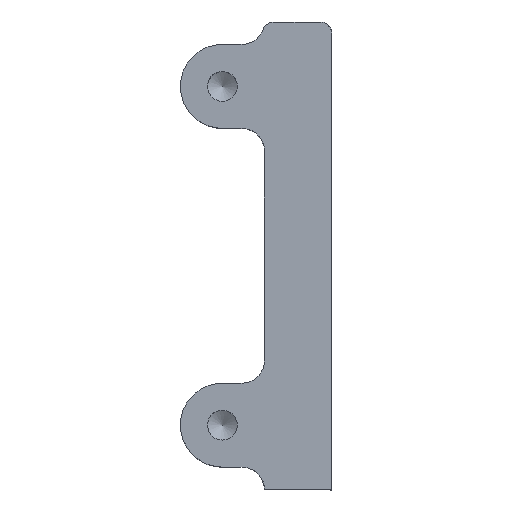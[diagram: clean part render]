
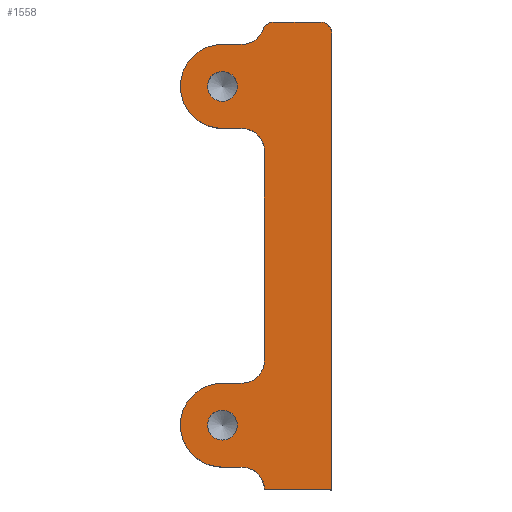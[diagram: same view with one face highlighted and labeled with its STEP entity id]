
A CAD part, top view. The second image highlights one B-rep face of the part: STEP entity #1558.
In plain terms, the highlighted planar face has unit normal (0, 0, 1).
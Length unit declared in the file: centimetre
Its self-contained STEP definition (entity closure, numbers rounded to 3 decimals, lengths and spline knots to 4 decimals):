
#25=FACE_BOUND('',#261,.T.);
#26=FACE_BOUND('',#262,.T.);
#81=PLANE('',#1722);
#159=FACE_OUTER_BOUND('',#260,.T.);
#260=EDGE_LOOP('',(#1300,#1301,#1302,#1303,#1304,#1305,#1306,#1307,#1308,
#1309,#1310,#1311,#1312,#1313,#1314,#1315));
#261=EDGE_LOOP('',(#1316));
#262=EDGE_LOOP('',(#1317));
#300=CIRCLE('',#1605,0.1);
#306=CIRCLE('',#1618,0.1);
#344=CIRCLE('',#1710,0.2);
#346=CIRCLE('',#1723,0.2);
#347=CIRCLE('',#1724,0.375);
#348=CIRCLE('',#1725,0.2);
#349=CIRCLE('',#1726,0.2);
#350=CIRCLE('',#1727,0.375);
#351=CIRCLE('',#1728,0.1334);
#352=CIRCLE('',#1729,0.1334);
#384=LINE('',#2401,#494);
#399=LINE('',#2431,#509);
#461=LINE('',#2807,#571);
#464=LINE('',#2814,#574);
#467=LINE('',#2828,#577);
#468=LINE('',#2832,#578);
#469=LINE('',#2837,#579);
#470=LINE('',#2840,#580);
#494=VECTOR('',#1812,1.);
#509=VECTOR('',#1829,1.);
#571=VECTOR('',#2111,1.);
#574=VECTOR('',#2118,1.);
#577=VECTOR('',#2139,1.);
#578=VECTOR('',#2142,1.);
#579=VECTOR('',#2147,1.);
#580=VECTOR('',#2150,1.);
#638=VERTEX_POINT('',#2398);
#639=VERTEX_POINT('',#2400);
#652=VERTEX_POINT('',#2428);
#653=VERTEX_POINT('',#2430);
#666=VERTEX_POINT('',#2485);
#718=VERTEX_POINT('',#2799);
#719=VERTEX_POINT('',#2801);
#721=VERTEX_POINT('',#2811);
#722=VERTEX_POINT('',#2813);
#723=VERTEX_POINT('',#2825);
#724=VERTEX_POINT('',#2827);
#725=VERTEX_POINT('',#2829);
#726=VERTEX_POINT('',#2831);
#727=VERTEX_POINT('',#2834);
#728=VERTEX_POINT('',#2836);
#729=VERTEX_POINT('',#2838);
#730=VERTEX_POINT('',#2841);
#731=VERTEX_POINT('',#2843);
#776=EDGE_CURVE('',#639,#638,#384,.T.);
#791=EDGE_CURVE('',#653,#652,#399,.T.);
#796=EDGE_CURVE('',#653,#638,#300,.T.);
#812=EDGE_CURVE('',#666,#652,#306,.T.);
#917=EDGE_CURVE('',#718,#719,#344,.T.);
#920=EDGE_CURVE('',#718,#639,#461,.T.);
#923=EDGE_CURVE('',#722,#721,#464,.T.);
#926=EDGE_CURVE('',#723,#666,#346,.T.);
#927=EDGE_CURVE('',#724,#723,#467,.T.);
#928=EDGE_CURVE('',#725,#724,#347,.T.);
#929=EDGE_CURVE('',#725,#726,#468,.T.);
#930=EDGE_CURVE('',#722,#726,#348,.T.);
#931=EDGE_CURVE('',#727,#721,#349,.T.);
#932=EDGE_CURVE('',#728,#727,#469,.T.);
#933=EDGE_CURVE('',#729,#728,#350,.T.);
#934=EDGE_CURVE('',#729,#719,#470,.T.);
#935=EDGE_CURVE('',#730,#730,#351,.T.);
#936=EDGE_CURVE('',#731,#731,#352,.T.);
#1300=ORIENTED_EDGE('',*,*,#812,.F.);
#1301=ORIENTED_EDGE('',*,*,#926,.F.);
#1302=ORIENTED_EDGE('',*,*,#927,.F.);
#1303=ORIENTED_EDGE('',*,*,#928,.F.);
#1304=ORIENTED_EDGE('',*,*,#929,.T.);
#1305=ORIENTED_EDGE('',*,*,#930,.F.);
#1306=ORIENTED_EDGE('',*,*,#923,.T.);
#1307=ORIENTED_EDGE('',*,*,#931,.F.);
#1308=ORIENTED_EDGE('',*,*,#932,.F.);
#1309=ORIENTED_EDGE('',*,*,#933,.F.);
#1310=ORIENTED_EDGE('',*,*,#934,.T.);
#1311=ORIENTED_EDGE('',*,*,#917,.F.);
#1312=ORIENTED_EDGE('',*,*,#920,.T.);
#1313=ORIENTED_EDGE('',*,*,#776,.T.);
#1314=ORIENTED_EDGE('',*,*,#796,.F.);
#1315=ORIENTED_EDGE('',*,*,#791,.T.);
#1316=ORIENTED_EDGE('',*,*,#935,.T.);
#1317=ORIENTED_EDGE('',*,*,#936,.T.);
#1558=ADVANCED_FACE('',(#159,#25,#26),#81,.F.);
#1605=AXIS2_PLACEMENT_3D('',#2440,#1838,#1839);
#1618=AXIS2_PLACEMENT_3D('',#2487,#1871,#1872);
#1710=AXIS2_PLACEMENT_3D('',#2802,#2104,#2105);
#1722=AXIS2_PLACEMENT_3D('',#2824,#2135,#2136);
#1723=AXIS2_PLACEMENT_3D('',#2826,#2137,#2138);
#1724=AXIS2_PLACEMENT_3D('',#2830,#2140,#2141);
#1725=AXIS2_PLACEMENT_3D('',#2833,#2143,#2144);
#1726=AXIS2_PLACEMENT_3D('',#2835,#2145,#2146);
#1727=AXIS2_PLACEMENT_3D('',#2839,#2148,#2149);
#1728=AXIS2_PLACEMENT_3D('',#2842,#2151,#2152);
#1729=AXIS2_PLACEMENT_3D('',#2844,#2153,#2154);
#1812=DIRECTION('',(0.,1.,0.));
#1829=DIRECTION('',(-1.,0.,0.));
#1838=DIRECTION('center_axis',(0.,0.,
-1.));
#1839=DIRECTION('ref_axis',(0.707,0.707,0.));
#1871=DIRECTION('center_axis',(0.,0.,
-1.));
#1872=DIRECTION('ref_axis',(-0.577,0.816,0.));
#2104=DIRECTION('center_axis',(0.,0.,
1.));
#2105=DIRECTION('ref_axis',(0.707,0.707,0.));
#2111=DIRECTION('',(1.,0.,0.));
#2118=DIRECTION('',(0.,-1.,0.));
#2135=DIRECTION('center_axis',(0.,0.,
-1.));
#2136=DIRECTION('ref_axis',(1.,0.,0.));
#2137=DIRECTION('center_axis',(0.,0.,
1.));
#2138=DIRECTION('ref_axis',(0.707,-0.707,0.));
#2139=DIRECTION('',(1.,0.,0.));
#2140=DIRECTION('center_axis',(0.,0.,
-1.));
#2141=DIRECTION('ref_axis',(-0.707,0.707,0.));
#2142=DIRECTION('',(1.,0.,0.));
#2143=DIRECTION('center_axis',(0.,0.,
1.));
#2144=DIRECTION('ref_axis',(0.707,0.707,0.));
#2145=DIRECTION('center_axis',(0.,0.,
1.));
#2146=DIRECTION('ref_axis',(0.707,-0.707,0.));
#2147=DIRECTION('',(1.,0.,0.));
#2148=DIRECTION('center_axis',(0.,0.,
-1.));
#2149=DIRECTION('ref_axis',(-0.707,0.707,0.));
#2150=DIRECTION('',(1.,0.,0.));
#2151=DIRECTION('center_axis',(0.,0.,
-1.));
#2152=DIRECTION('ref_axis',(1.,0.,0.));
#2153=DIRECTION('center_axis',(0.,0.,
-1.));
#2154=DIRECTION('ref_axis',(1.,0.,0.));
#2398=CARTESIAN_POINT('',(-7.9964,8.2785,11.7315));
#2400=CARTESIAN_POINT('',(-7.9964,4.2035,11.7315));
#2401=CARTESIAN_POINT('',(-7.9964,6.291,11.7315));
#2428=CARTESIAN_POINT('',(-8.5135,8.3785,11.7315));
#2430=CARTESIAN_POINT('',(-8.0964,8.3785,11.7315));
#2431=CARTESIAN_POINT('',(-8.2964,8.3785,11.7315));
#2440=CARTESIAN_POINT('Origin',(-8.0964,8.2785,11.7315));
#2485=CARTESIAN_POINT('',(-8.6078,8.3118,11.7315));
#2487=CARTESIAN_POINT('Origin',(-8.5135,8.2785,11.7315));
#2799=CARTESIAN_POINT('',(-8.5964,4.2035,11.7315));
#2801=CARTESIAN_POINT('',(-8.7964,4.4035,11.7315));
#2802=CARTESIAN_POINT('Origin',(-8.7964,4.2035,11.7315));
#2807=CARTESIAN_POINT('',(8.2786,4.2035,11.7315));
#2811=CARTESIAN_POINT('',(-8.5964,5.3535,11.7315));
#2813=CARTESIAN_POINT('',(-8.5964,7.2285,11.7315));
#2814=CARTESIAN_POINT('',(-8.5964,6.291,11.7315));
#2824=CARTESIAN_POINT('Origin',(-8.9714,4.7785,11.7315));
#2825=CARTESIAN_POINT('',(-8.7964,8.1785,11.7315));
#2826=CARTESIAN_POINT('Origin',(-8.7964,8.3785,11.7315));
#2827=CARTESIAN_POINT('',(-8.9714,8.1785,11.7315));
#2828=CARTESIAN_POINT('',(-8.9714,8.1785,11.7315));
#2829=CARTESIAN_POINT('',(-8.9714,7.4285,11.7315));
#2830=CARTESIAN_POINT('Origin',(-8.9714,7.8035,11.7315));
#2831=CARTESIAN_POINT('',(-8.7964,7.4285,11.7315));
#2832=CARTESIAN_POINT('',(-8.9714,7.4285,11.7315));
#2833=CARTESIAN_POINT('Origin',(-8.7964,7.2285,11.7315));
#2834=CARTESIAN_POINT('',(-8.7964,5.1535,11.7315));
#2835=CARTESIAN_POINT('Origin',(-8.7964,5.3535,11.7315));
#2836=CARTESIAN_POINT('',(-8.9714,5.1535,11.7315));
#2837=CARTESIAN_POINT('',(-8.9714,5.1535,11.7315));
#2838=CARTESIAN_POINT('',(-8.9714,4.4035,11.7315));
#2839=CARTESIAN_POINT('Origin',(-8.9714,4.7785,11.7315));
#2840=CARTESIAN_POINT('',(-8.9714,4.4035,11.7315));
#2841=CARTESIAN_POINT('',(-9.1047,4.7785,11.7315));
#2842=CARTESIAN_POINT('Origin',(-8.9714,4.7785,11.7315));
#2843=CARTESIAN_POINT('',(-9.1047,7.8035,11.7315));
#2844=CARTESIAN_POINT('Origin',(-8.9714,7.8035,11.7315));
